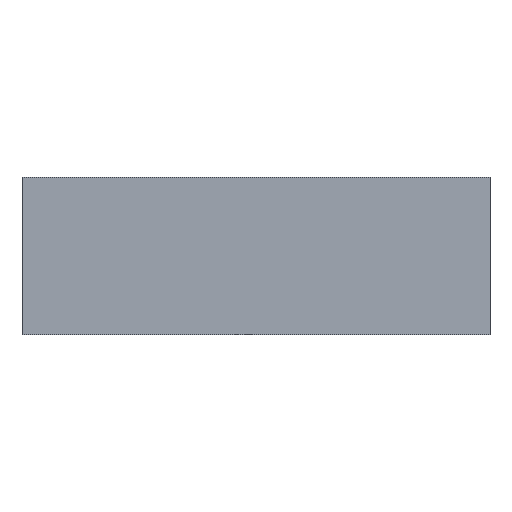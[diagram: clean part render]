
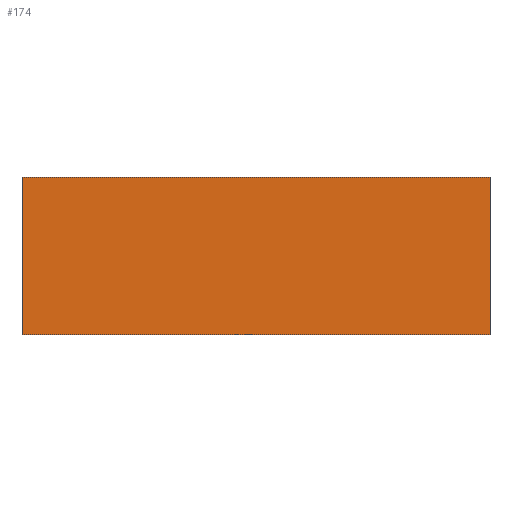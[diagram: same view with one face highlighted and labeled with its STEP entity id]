
A CAD part, left-side view. The second image highlights one B-rep face of the part: STEP entity #174.
In plain terms, the highlighted planar face has unit normal (-1, 0, 0).
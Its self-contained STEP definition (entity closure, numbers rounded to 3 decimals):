
#14 = VECTOR ( 'NONE', #87, 1000. ) ;
#22 = CARTESIAN_POINT ( 'NONE',  ( -43.925, 44.7, 15. ) ) ;
#25 = DIRECTION ( 'NONE',  ( 0., 0., -1. ) ) ;
#40 = CARTESIAN_POINT ( 'NONE',  ( -43.925, 44.7, -15. ) ) ;
#43 = DIRECTION ( 'NONE',  ( 0., -1., 0. ) ) ;
#46 = CARTESIAN_POINT ( 'NONE',  ( -43.925, 44.7, 15. ) ) ;
#56 = ORIENTED_EDGE ( 'NONE', *, *, #98, .T. ) ;
#64 = CARTESIAN_POINT ( 'NONE',  ( -43.925, 44.7, -15. ) ) ;
#87 = DIRECTION ( 'NONE',  ( 0., 0., -1. ) ) ;
#90 = CARTESIAN_POINT ( 'NONE',  ( -43.925, -44.7, -15. ) ) ;
#93 = ORIENTED_EDGE ( 'NONE', *, *, #236, .F. ) ;
#98 = EDGE_CURVE ( 'NONE', #176, #259, #272, .T. ) ;
#100 = CARTESIAN_POINT ( 'NONE',  ( -43.925, 44.7, 15. ) ) ;
#114 = DIRECTION ( 'NONE',  ( 1., 0., 0. ) ) ;
#147 = EDGE_LOOP ( 'NONE', ( #56, #93, #317, #266 ) ) ;
#166 = CARTESIAN_POINT ( 'NONE',  ( -43.925, -44.7, 15. ) ) ;
#167 = VECTOR ( 'NONE', #195, 1000. ) ;
#169 = AXIS2_PLACEMENT_3D ( 'NONE', #46, #114, #248 ) ;
#171 = CARTESIAN_POINT ( 'NONE',  ( -43.925, -44.7, 15. ) ) ;
#174 = ADVANCED_FACE ( 'NONE', ( #215 ), #276, .F. ) ;
#176 = VERTEX_POINT ( 'NONE', #64 ) ;
#177 = LINE ( 'NONE', #100, #244 ) ;
#178 = VERTEX_POINT ( 'NONE', #247 ) ;
#179 = VECTOR ( 'NONE', #43, 1000. ) ;
#183 = VERTEX_POINT ( 'NONE', #166 ) ;
#186 = EDGE_CURVE ( 'NONE', #178, #183, #273, .T. ) ;
#195 = DIRECTION ( 'NONE',  ( 0., -1., 0. ) ) ;
#215 = FACE_OUTER_BOUND ( 'NONE', #147, .T. ) ;
#236 = EDGE_CURVE ( 'NONE', #183, #259, #327, .T. ) ;
#244 = VECTOR ( 'NONE', #25, 1000. ) ;
#247 = CARTESIAN_POINT ( 'NONE',  ( -43.925, 44.7, 15. ) ) ;
#248 = DIRECTION ( 'NONE',  ( 0., 0., -1. ) ) ;
#259 = VERTEX_POINT ( 'NONE', #90 ) ;
#263 = EDGE_CURVE ( 'NONE', #178, #176, #177, .T. ) ;
#266 = ORIENTED_EDGE ( 'NONE', *, *, #263, .T. ) ;
#272 = LINE ( 'NONE', #40, #167 ) ;
#273 = LINE ( 'NONE', #22, #179 ) ;
#276 = PLANE ( 'NONE',  #169 ) ;
#317 = ORIENTED_EDGE ( 'NONE', *, *, #186, .F. ) ;
#327 = LINE ( 'NONE', #171, #14 ) ;
